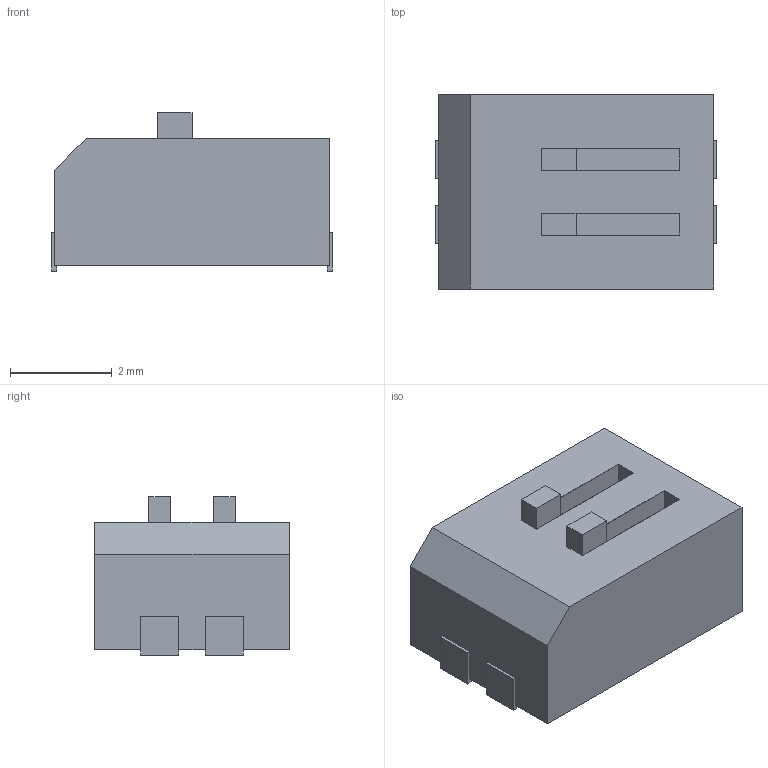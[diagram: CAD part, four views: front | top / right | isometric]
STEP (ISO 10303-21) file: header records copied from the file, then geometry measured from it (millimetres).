
FILE_DESCRIPTION(/* description */ ('model of SW_DIP_x2_W5.08mm_Slide_Copal_CHS-A'),/* implementation_level */ '2;1');
FILE_NAME(/* name */ 'SW_DIP_x2_W5.08mm_Slide_Copal_CHS-A.step',/* time_stamp */ '2017-10-28T13:06:07',/* author */ ('kicad StepUp','ksu'),/* organization */ ('FreeCAD'),/* preprocessor_version */ 'OCC',/* originating_system */ 'kicad StepUp',/* authorisation */ '');
FILE_SCHEMA(('AUTOMOTIVE_DESIGN { 1 0 10303 214 1 1 1 1 }'));
Length unit declared in the file: millimetre
Products named in the file (5): ASSEMBLY; SW_DIP_x2_W508mm_Slide_Copal_CHS_A001; Shape0_511330105492; Shape0_699889210224; SW_DIP_x2_W508mm_Slide_Copal_CHS_A
Assembly tree (4 placements, depth 2):
  ASSEMBLY
    SW_DIP_x2_W508mm_Slide_Copal_CHS_A001
    Shape0_511330105492
    Shape0_699889210224
    SW_DIP_x2_W508mm_Slide_Copal_CHS_A
Bounding box: 5.5 x 3.81 x 3.1 mm (x, y, z)
Surface area: 198.7 mm2
Topology: 8 solids, 8 shells, 78 faces, 170 edges, 112 vertices
Faces by surface type: plane 78
Entity records: 2395 total; most frequent: CARTESIAN_POINT 365, ORIENTED_EDGE 340, DIRECTION 336, EDGE_CURVE 170, LINE 170, VECTOR 170, VERTEX_POINT 112, AXIS2_PLACEMENT_3D 83
